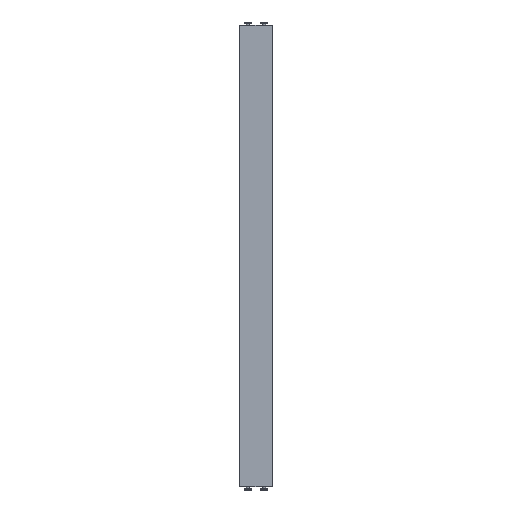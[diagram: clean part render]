
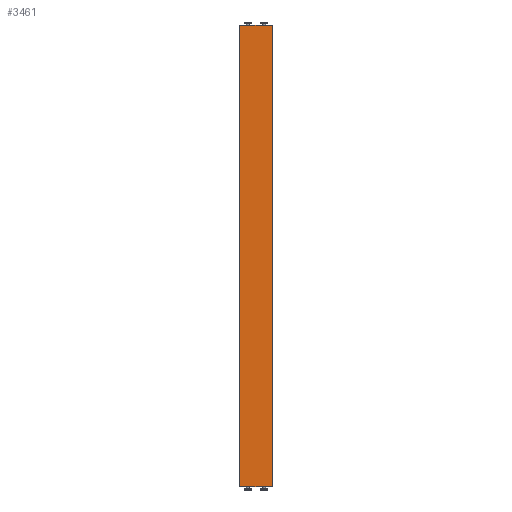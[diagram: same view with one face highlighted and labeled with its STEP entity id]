
A CAD part, left-side view. The second image highlights one B-rep face of the part: STEP entity #3461.
In plain terms, the highlighted planar face has unit normal (-1, 0, 0).
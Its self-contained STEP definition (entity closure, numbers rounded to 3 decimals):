
#187=LINE('',#4726,#473);
#188=LINE('',#4729,#474);
#189=LINE('',#4731,#475);
#190=LINE('',#4733,#476);
#473=VECTOR('',#3987,1000.);
#474=VECTOR('',#3988,1000.);
#475=VECTOR('',#3989,1000.);
#476=VECTOR('',#3990,1000.);
#806=ORIENTED_EDGE('',*,*,#1521,.T.);
#807=ORIENTED_EDGE('',*,*,#1522,.T.);
#808=ORIENTED_EDGE('',*,*,#1523,.T.);
#809=ORIENTED_EDGE('',*,*,#1524,.F.);
#1521=EDGE_CURVE('',#1867,#1868,#187,.T.);
#1522=EDGE_CURVE('',#1868,#1869,#188,.T.);
#1523=EDGE_CURVE('',#1869,#1870,#189,.T.);
#1524=EDGE_CURVE('',#1867,#1870,#190,.T.);
#1867=VERTEX_POINT('',#4727);
#1868=VERTEX_POINT('',#4728);
#1869=VERTEX_POINT('',#4730);
#1870=VERTEX_POINT('',#4732);
#2130=EDGE_LOOP('',(#806,#807,#808,#809));
#2346=FACE_BOUND('',#2130,.T.);
#2555=PLANE('',#3638);
#3461=ADVANCED_FACE('',(#2346),#2555,.T.);
#3638=AXIS2_PLACEMENT_3D('',#4725,#3985,#3986);
#3985=DIRECTION('',(-1.,0.,0.));
#3986=DIRECTION('',(0.,0.,1.));
#3987=DIRECTION('',(0.,-1.,0.));
#3988=DIRECTION('',(0.,0.,1.));
#3989=DIRECTION('',(0.,1.,0.));
#3990=DIRECTION('',(0.,0.,1.));
#4725=CARTESIAN_POINT('',(0.,24.,-1.));
#4726=CARTESIAN_POINT('',(0.,52.,0.));
#4727=CARTESIAN_POINT('',(0.,80.,0.));
#4728=CARTESIAN_POINT('',(0.,0.,0.));
#4729=CARTESIAN_POINT('',(0.,0.,-1.));
#4730=CARTESIAN_POINT('',(0.,0.,1150.));
#4731=CARTESIAN_POINT('',(0.,12.,1150.));
#4732=CARTESIAN_POINT('',(0.,80.,1150.));
#4733=CARTESIAN_POINT('',(0.,80.,-1.));
